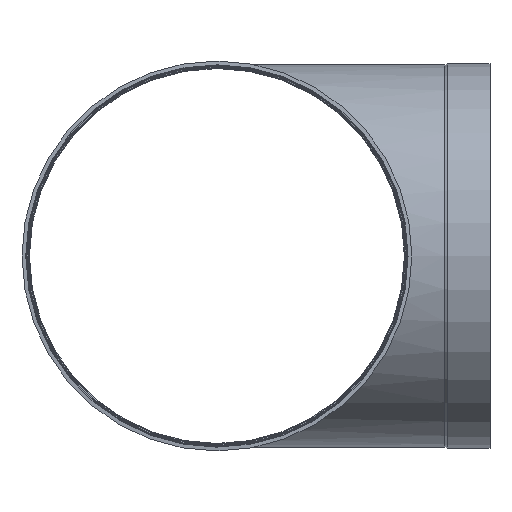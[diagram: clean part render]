
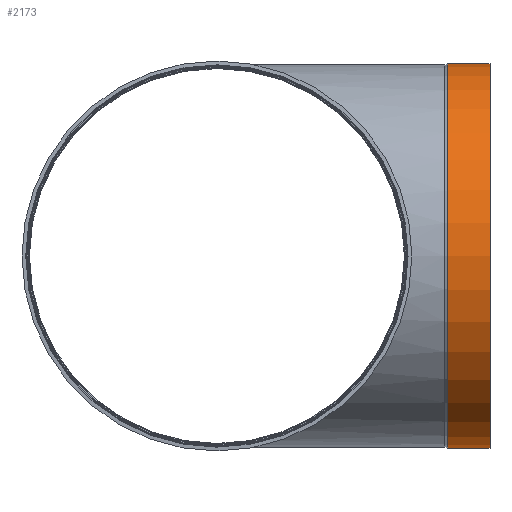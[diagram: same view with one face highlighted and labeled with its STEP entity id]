
A CAD part, front view. The second image highlights one B-rep face of the part: STEP entity #2173.
In plain terms, the highlighted cylindrical face has radius 317.6 mm (diameter 635.2 mm), a partial arc.
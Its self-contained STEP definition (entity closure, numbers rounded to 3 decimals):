
#89=CYLINDRICAL_SURFACE('',#2439,317.6);
#268=FACE_OUTER_BOUND('',#415,.T.);
#415=EDGE_LOOP('',(#1775,#1776,#1777,#1778));
#575=CIRCLE('',#2438,317.6);
#576=CIRCLE('',#2440,317.6);
#711=LINE('',#5339,#838);
#723=LINE('',#5382,#850);
#838=VECTOR('',#3043,69.844);
#850=VECTOR('',#3097,69.844);
#974=VERTEX_POINT('',#5332);
#976=VERTEX_POINT('',#5338);
#979=VERTEX_POINT('',#5345);
#986=VERTEX_POINT('',#5377);
#1238=EDGE_CURVE('',#976,#974,#711,.T.);
#1258=EDGE_CURVE('',#986,#976,#575,.T.);
#1260=EDGE_CURVE('',#979,#974,#576,.T.);
#1261=EDGE_CURVE('',#986,#979,#723,.T.);
#1775=ORIENTED_EDGE('',*,*,#1238,.T.);
#1776=ORIENTED_EDGE('',*,*,#1260,.F.);
#1777=ORIENTED_EDGE('',*,*,#1261,.F.);
#1778=ORIENTED_EDGE('',*,*,#1258,.T.);
#2173=ADVANCED_FACE('',(#268),#89,.T.);
#2438=AXIS2_PLACEMENT_3D('',#5378,#3090,#3091);
#2439=AXIS2_PLACEMENT_3D('',#5380,#3093,#3094);
#2440=AXIS2_PLACEMENT_3D('',#5381,#3095,#3096);
#3043=DIRECTION('',(0.,-1.,0.));
#3090=DIRECTION('center_axis',(0.,-1.,0.));
#3091=DIRECTION('ref_axis',(-1.,0.,0.));
#3093=DIRECTION('center_axis',(0.,-1.,0.));
#3094=DIRECTION('ref_axis',(-1.,0.,0.));
#3095=DIRECTION('center_axis',(0.,-1.,0.));
#3096=DIRECTION('ref_axis',(-1.,0.,0.));
#3097=DIRECTION('',(0.,-1.,0.));
#5332=CARTESIAN_POINT('',(-317.6,380.156,0.554));
#5338=CARTESIAN_POINT('',(-317.6,450.,0.554));
#5339=CARTESIAN_POINT('',(-317.6,450.,0.554));
#5345=CARTESIAN_POINT('',(-317.6,380.156,0.));
#5377=CARTESIAN_POINT('',(-317.6,450.,0.));
#5378=CARTESIAN_POINT('Origin',(0.,450.,0.));
#5380=CARTESIAN_POINT('Origin',(0.,225.082,0.));
#5381=CARTESIAN_POINT('Origin',(0.,380.156,0.));
#5382=CARTESIAN_POINT('',(-317.6,450.,0.));
